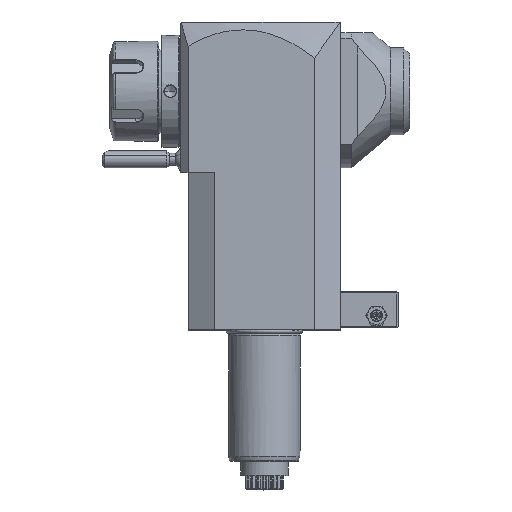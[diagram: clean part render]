
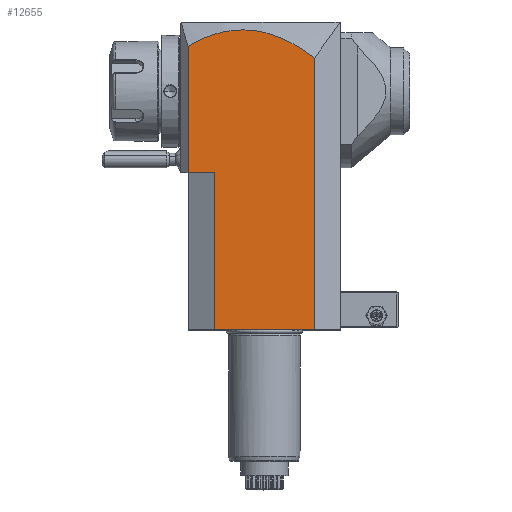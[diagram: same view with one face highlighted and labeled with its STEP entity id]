
A CAD part, top view. The second image highlights one B-rep face of the part: STEP entity #12655.
In plain terms, the highlighted planar face has unit normal (0, 0, 1).
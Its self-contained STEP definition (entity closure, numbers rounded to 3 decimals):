
#21=DIRECTION('',(-1.,0.,0.));
#22=VECTOR('',#21,42.);
#23=CARTESIAN_POINT('',(21.,0.,32.));
#24=LINE('',#23,#22);
#214=DIRECTION('',(1.,0.,0.));
#215=VECTOR('',#214,11.);
#216=CARTESIAN_POINT('',(-32.,66.,32.));
#217=LINE('',#216,#215);
#379=DIRECTION('',(0.,1.,0.));
#380=VECTOR('',#379,113.907);
#381=CARTESIAN_POINT('',(21.,0.,32.));
#382=LINE('',#381,#380);
#400=DIRECTION('',(0.,-1.,0.));
#401=VECTOR('',#400,52.883);
#402=CARTESIAN_POINT('',(-32.,118.883,32.));
#403=LINE('',#402,#401);
#404=CARTESIAN_POINT('',(21.,113.907,32.));
#405=CARTESIAN_POINT('',(16.774,117.25,32.));
#406=CARTESIAN_POINT('',(8.233,122.551,32.));
#407=CARTESIAN_POINT('',(-2.677,125.613,32.));
#408=CARTESIAN_POINT('',(-11.551,125.816,32.));
#409=CARTESIAN_POINT('',(-18.282,124.806,32.));
#410=CARTESIAN_POINT('',(-25.093,122.588,32.));
#411=CARTESIAN_POINT('',(-29.688,120.266,32.));
#412=CARTESIAN_POINT('',(-32.,118.883,32.));
#414=DIRECTION('',(0.,-1.,0.));
#415=VECTOR('',#414,66.);
#416=CARTESIAN_POINT('',(-21.,66.,32.));
#417=LINE('',#416,#415);
#11481=VERTEX_POINT('',#404);
#11482=VERTEX_POINT('',#412);
#11483=CARTESIAN_POINT('',(-32.,66.,32.));
#11484=VERTEX_POINT('',#11483);
#11536=CARTESIAN_POINT('',(-21.,66.,32.));
#11537=VERTEX_POINT('',#11536);
#11944=CARTESIAN_POINT('',(21.,0.,32.));
#11945=VERTEX_POINT('',#11944);
#11946=CARTESIAN_POINT('',(-21.,0.,32.));
#11947=VERTEX_POINT('',#11946);
#12640=CARTESIAN_POINT('',(-35.103,66.,32.));
#12641=DIRECTION('',(0.,0.,1.));
#12642=DIRECTION('',(1.,0.,0.));
#12643=AXIS2_PLACEMENT_3D('',#12640,#12641,#12642);
#12644=PLANE('',#12643);
#12645=ORIENTED_EDGE('',*,*,#12629,.F.);
#12646=ORIENTED_EDGE('',*,*,#12289,.T.);
#12648=ORIENTED_EDGE('',*,*,#12647,.F.);
#12649=ORIENTED_EDGE('',*,*,#12372,.F.);
#12650=ORIENTED_EDGE('',*,*,#12506,.F.);
#12652=ORIENTED_EDGE('',*,*,#12651,.F.);
#12653=EDGE_LOOP('',(#12645,#12646,#12648,#12649,#12650,#12652));
#12654=FACE_OUTER_BOUND('',#12653,.F.);
#413=B_SPLINE_CURVE_WITH_KNOTS('',3,(#404,#405,#406,#407,#408,#409,#410,#411,
#412),.UNSPECIFIED.,.F.,.F.,(4,1,1,1,1,1,4),(0.,0.25,0.5,0.625,0.75,
0.875,1.),.UNSPECIFIED.);
#12289=EDGE_CURVE('',#11945,#11947,#24,.T.);
#12372=EDGE_CURVE('',#11484,#11537,#217,.T.);
#12506=EDGE_CURVE('',#11482,#11484,#403,.T.);
#12629=EDGE_CURVE('',#11945,#11481,#382,.T.);
#12647=EDGE_CURVE('',#11537,#11947,#417,.T.);
#12651=EDGE_CURVE('',#11481,#11482,#413,.T.);
#12655=ADVANCED_FACE('',(#12654),#12644,.T.);
